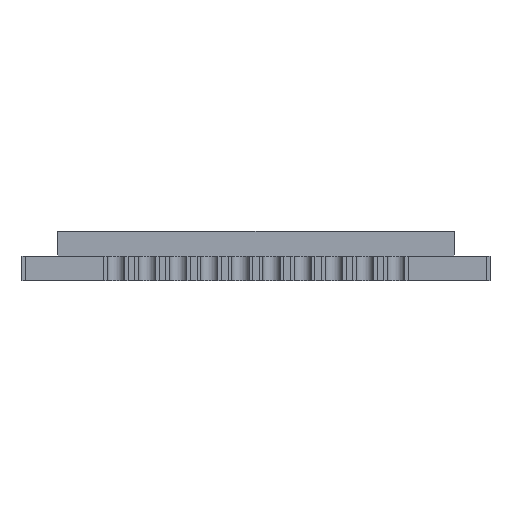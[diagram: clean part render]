
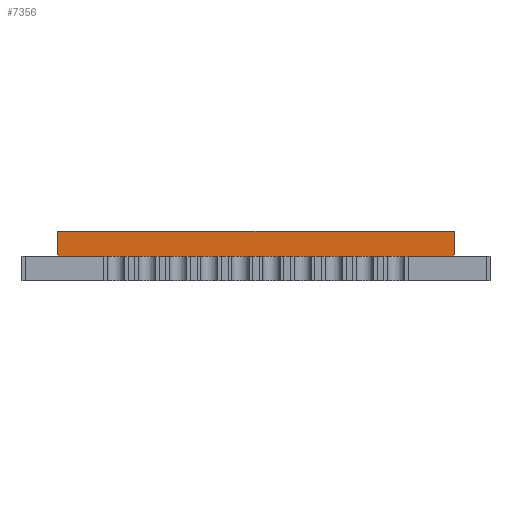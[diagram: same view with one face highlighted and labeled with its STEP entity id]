
A CAD part, front view. The second image highlights one B-rep face of the part: STEP entity #7356.
In plain terms, the highlighted planar face has unit normal (0, -1, 0).
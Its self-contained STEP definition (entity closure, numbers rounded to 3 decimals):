
#603=PLANE('',#7852);
#996=FACE_OUTER_BOUND('',#1437,.T.);
#1437=EDGE_LOOP('',(#6490,#6491,#6492,#6493));
#2053=LINE('',#13101,#2736);
#2054=LINE('',#13107,#2737);
#2055=LINE('',#13108,#2738);
#2056=LINE('',#13109,#2739);
#2736=VECTOR('',#9264,10.);
#2737=VECTOR('',#9271,10.);
#2738=VECTOR('',#9272,10.);
#2739=VECTOR('',#9273,10.);
#3619=VERTEX_POINT('',#13094);
#3622=VERTEX_POINT('',#13099);
#3623=VERTEX_POINT('',#13105);
#3624=VERTEX_POINT('',#13106);
#4605=EDGE_CURVE('',#3622,#3619,#2053,.T.);
#4606=EDGE_CURVE('',#3623,#3624,#2054,.T.);
#4607=EDGE_CURVE('',#3623,#3619,#2055,.T.);
#4608=EDGE_CURVE('',#3624,#3622,#2056,.T.);
#6490=ORIENTED_EDGE('',*,*,#4606,.F.);
#6491=ORIENTED_EDGE('',*,*,#4607,.T.);
#6492=ORIENTED_EDGE('',*,*,#4605,.F.);
#6493=ORIENTED_EDGE('',*,*,#4608,.F.);
#7356=ADVANCED_FACE('',(#996),#603,.T.);
#7852=AXIS2_PLACEMENT_3D('',#13104,#9269,#9270);
#9264=DIRECTION('',(1.,0.,0.));
#9269=DIRECTION('center_axis',(0.,-1.,0.));
#9270=DIRECTION('ref_axis',(1.,0.,0.));
#9271=DIRECTION('',(-1.,0.,0.));
#9272=DIRECTION('',(0.,0.,1.));
#9273=DIRECTION('',(0.,0.,1.));
#13094=CARTESIAN_POINT('',(8.1,-8.606,2.));
#13099=CARTESIAN_POINT('',(-8.1,-8.606,2.));
#13101=CARTESIAN_POINT('',(8.1,-8.606,2.));
#13104=CARTESIAN_POINT('Origin',(-8.1,-8.606,1.));
#13105=CARTESIAN_POINT('',(8.1,-8.606,1.));
#13106=CARTESIAN_POINT('',(-8.1,-8.606,1.));
#13107=CARTESIAN_POINT('',(8.1,-8.606,1.));
#13108=CARTESIAN_POINT('',(8.1,-8.606,1.));
#13109=CARTESIAN_POINT('',(-8.1,-8.606,1.));
